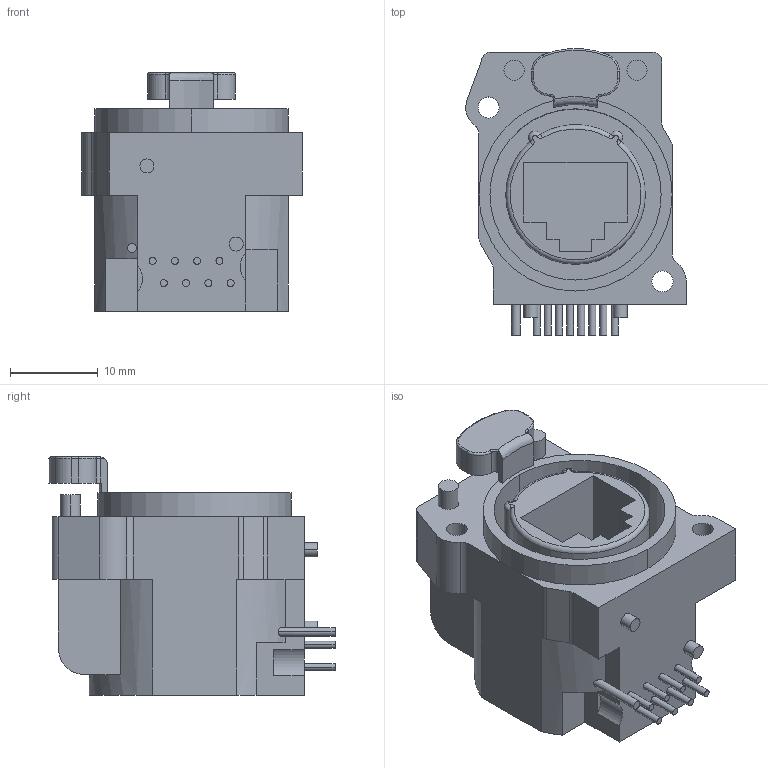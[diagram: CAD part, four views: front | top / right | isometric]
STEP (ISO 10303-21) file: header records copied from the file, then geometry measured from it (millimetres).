
FILE_DESCRIPTION((''),'2;1');
FILE_NAME('D-NE8FBH-C5-LED','2015-05-27T',('bej'),(''),'PRO/ENGINEER BY PARAMETRIC TECHNOLOGY CORPORATION, 2013430','PRO/ENGINEER BY PARAMETRIC TECHNOLOGY CORPORATION, 2013430','');
FILE_SCHEMA(('AUTOMOTIVE_DESIGN_CC2 { 1 2 10303 214 -1 1 5 2 }'));
Length unit declared in the file: millimetre
Products named in the file (1): D-NE8FBH-C5-LED
Bounding box: 25.1 x 32.58 x 27.15 mm (x, y, z)
Volume: 9758.6 mm3; surface area: 5779.5 mm2
Topology: 1 solids, 1 shells, 146 faces, 365 edges, 234 vertices
Faces by surface type: cylinder 67, plane 63, torus 10, bspline 6
Entity records: 4724 total; most frequent: CARTESIAN_POINT 905, DIRECTION 797, ORIENTED_EDGE 722, EDGE_CURVE 361, AXIS2_PLACEMENT_3D 304, VERTEX_POINT 234, COLOUR_RGB 209, VECTOR 189
